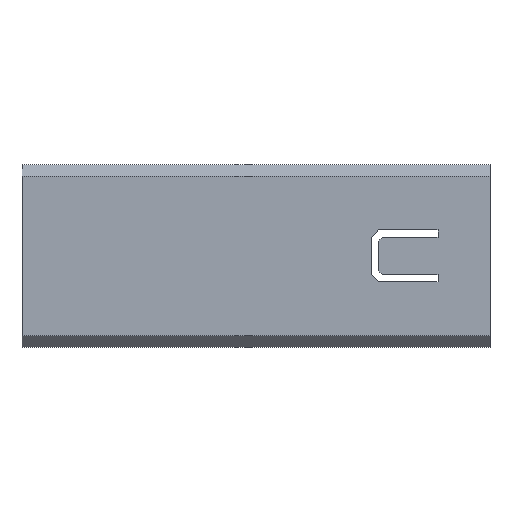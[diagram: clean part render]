
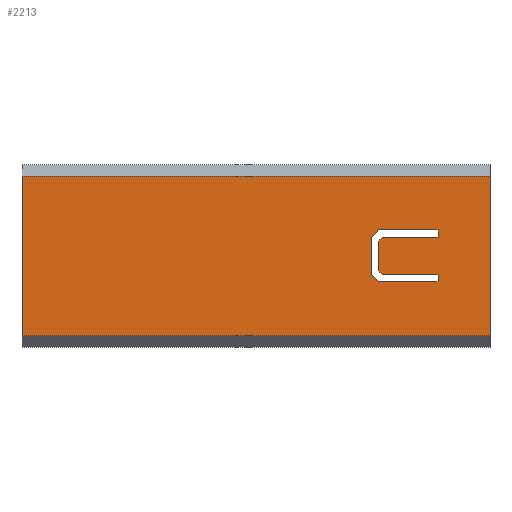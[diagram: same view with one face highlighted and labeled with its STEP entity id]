
A CAD part, top view. The second image highlights one B-rep face of the part: STEP entity #2213.
In plain terms, the highlighted planar face has unit normal (0, 0, 1).
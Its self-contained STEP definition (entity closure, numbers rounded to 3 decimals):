
#24=FACE_BOUND('',#219,.T.);
#99=FACE_OUTER_BOUND('',#218,.T.);
#218=EDGE_LOOP('',(#1737,#1738,#1739,#1740));
#219=EDGE_LOOP('',(#1741,#1742,#1743,#1744,#1745,#1746,#1747,#1748,#1749,
#1750,#1751,#1752));
#345=LINE('',#3128,#645);
#475=LINE('',#3392,#775);
#477=LINE('',#3396,#777);
#478=LINE('',#3397,#778);
#479=LINE('',#3400,#779);
#480=LINE('',#3402,#780);
#481=LINE('',#3404,#781);
#482=LINE('',#3406,#782);
#483=LINE('',#3408,#783);
#484=LINE('',#3410,#784);
#485=LINE('',#3412,#785);
#486=LINE('',#3414,#786);
#487=LINE('',#3416,#787);
#488=LINE('',#3418,#788);
#489=LINE('',#3420,#789);
#490=LINE('',#3421,#790);
#645=VECTOR('',#2525,10.);
#775=VECTOR('',#2733,10.);
#777=VECTOR('',#2737,10.);
#778=VECTOR('',#2738,10.);
#779=VECTOR('',#2739,10.);
#780=VECTOR('',#2740,10.);
#781=VECTOR('',#2741,10.);
#782=VECTOR('',#2742,10.);
#783=VECTOR('',#2743,10.);
#784=VECTOR('',#2744,10.);
#785=VECTOR('',#2745,10.);
#786=VECTOR('',#2746,10.);
#787=VECTOR('',#2747,10.);
#788=VECTOR('',#2748,10.);
#789=VECTOR('',#2749,10.);
#790=VECTOR('',#2750,10.);
#928=VERTEX_POINT('',#3125);
#929=VERTEX_POINT('',#3127);
#1024=VERTEX_POINT('',#3390);
#1025=VERTEX_POINT('',#3395);
#1026=VERTEX_POINT('',#3398);
#1027=VERTEX_POINT('',#3399);
#1028=VERTEX_POINT('',#3401);
#1029=VERTEX_POINT('',#3403);
#1030=VERTEX_POINT('',#3405);
#1031=VERTEX_POINT('',#3407);
#1032=VERTEX_POINT('',#3409);
#1033=VERTEX_POINT('',#3411);
#1034=VERTEX_POINT('',#3413);
#1035=VERTEX_POINT('',#3415);
#1036=VERTEX_POINT('',#3417);
#1037=VERTEX_POINT('',#3419);
#1149=EDGE_CURVE('',#928,#929,#345,.T.);
#1283=EDGE_CURVE('',#1024,#928,#475,.T.);
#1285=EDGE_CURVE('',#1025,#1024,#477,.T.);
#1286=EDGE_CURVE('',#929,#1025,#478,.T.);
#1287=EDGE_CURVE('',#1026,#1027,#479,.T.);
#1288=EDGE_CURVE('',#1026,#1028,#480,.T.);
#1289=EDGE_CURVE('',#1029,#1028,#481,.T.);
#1290=EDGE_CURVE('',#1029,#1030,#482,.T.);
#1291=EDGE_CURVE('',#1030,#1031,#483,.T.);
#1292=EDGE_CURVE('',#1031,#1032,#484,.T.);
#1293=EDGE_CURVE('',#1033,#1032,#485,.T.);
#1294=EDGE_CURVE('',#1033,#1034,#486,.T.);
#1295=EDGE_CURVE('',#1035,#1034,#487,.T.);
#1296=EDGE_CURVE('',#1035,#1036,#488,.T.);
#1297=EDGE_CURVE('',#1036,#1037,#489,.T.);
#1298=EDGE_CURVE('',#1037,#1027,#490,.T.);
#1737=ORIENTED_EDGE('',*,*,#1283,.F.);
#1738=ORIENTED_EDGE('',*,*,#1285,.F.);
#1739=ORIENTED_EDGE('',*,*,#1286,.F.);
#1740=ORIENTED_EDGE('',*,*,#1149,.F.);
#1741=ORIENTED_EDGE('',*,*,#1287,.F.);
#1742=ORIENTED_EDGE('',*,*,#1288,.T.);
#1743=ORIENTED_EDGE('',*,*,#1289,.F.);
#1744=ORIENTED_EDGE('',*,*,#1290,.T.);
#1745=ORIENTED_EDGE('',*,*,#1291,.T.);
#1746=ORIENTED_EDGE('',*,*,#1292,.T.);
#1747=ORIENTED_EDGE('',*,*,#1293,.F.);
#1748=ORIENTED_EDGE('',*,*,#1294,.T.);
#1749=ORIENTED_EDGE('',*,*,#1295,.F.);
#1750=ORIENTED_EDGE('',*,*,#1296,.T.);
#1751=ORIENTED_EDGE('',*,*,#1297,.T.);
#1752=ORIENTED_EDGE('',*,*,#1298,.T.);
#2103=PLANE('',#2349);
#2213=ADVANCED_FACE('',(#99,#24),#2103,.T.);
#2349=AXIS2_PLACEMENT_3D('',#3394,#2735,#2736);
#2525=DIRECTION('',(0.,1.,0.));
#2733=DIRECTION('',(-1.,0.,0.));
#2735=DIRECTION('center_axis',(0.,0.,1.));
#2736=DIRECTION('ref_axis',(0.,-1.,0.));
#2737=DIRECTION('',(0.,-1.,0.));
#2738=DIRECTION('',(1.,0.,0.));
#2739=DIRECTION('',(0.707,0.707,0.));
#2740=DIRECTION('',(0.,-1.,0.));
#2741=DIRECTION('',(-0.707,0.707,0.));
#2742=DIRECTION('',(1.,0.,0.));
#2743=DIRECTION('',(0.,-1.,0.));
#2744=DIRECTION('',(-1.,0.,0.));
#2745=DIRECTION('',(0.707,-0.707,0.));
#2746=DIRECTION('',(0.,1.,0.));
#2747=DIRECTION('',(-0.707,-0.707,0.));
#2748=DIRECTION('',(1.,0.,0.));
#2749=DIRECTION('',(0.,-1.,0.));
#2750=DIRECTION('',(-1.,0.,0.));
#3125=CARTESIAN_POINT('',(-39.,-10.75,7.));
#3127=CARTESIAN_POINT('',(-39.,10.75,7.));
#3128=CARTESIAN_POINT('',(-39.,-12.25,7.));
#3390=CARTESIAN_POINT('',(24.,-10.75,7.));
#3392=CARTESIAN_POINT('',(0.,-10.75,7.));
#3394=CARTESIAN_POINT('Origin',(0.,12.25,7.));
#3395=CARTESIAN_POINT('',(24.,10.75,7.));
#3396=CARTESIAN_POINT('',(24.,-12.25,7.));
#3397=CARTESIAN_POINT('',(0.,10.75,7.));
#3398=CARTESIAN_POINT('',(9.,2.,7.));
#3399=CARTESIAN_POINT('',(9.5,2.5,7.));
#3400=CARTESIAN_POINT('',(9.438,2.438,7.));
#3401=CARTESIAN_POINT('',(9.,-2.,7.));
#3402=CARTESIAN_POINT('',(9.,7.375,7.));
#3403=CARTESIAN_POINT('',(9.5,-2.5,7.));
#3404=CARTESIAN_POINT('',(3.313,3.687,7.));
#3405=CARTESIAN_POINT('',(17.,-2.5,7.));
#3406=CARTESIAN_POINT('',(4.5,-2.5,7.));
#3407=CARTESIAN_POINT('',(17.,-3.5,7.));
#3408=CARTESIAN_POINT('',(17.,4.875,7.));
#3409=CARTESIAN_POINT('',(9.,-3.5,7.));
#3410=CARTESIAN_POINT('',(8.5,-3.5,7.));
#3411=CARTESIAN_POINT('',(8.,-2.5,7.));
#3412=CARTESIAN_POINT('',(2.563,2.937,7.));
#3413=CARTESIAN_POINT('',(8.,2.5,7.));
#3414=CARTESIAN_POINT('',(8.,4.375,7.));
#3415=CARTESIAN_POINT('',(9.,3.5,7.));
#3416=CARTESIAN_POINT('',(8.688,3.187,7.));
#3417=CARTESIAN_POINT('',(17.,3.5,7.));
#3418=CARTESIAN_POINT('',(4.,3.5,7.));
#3419=CARTESIAN_POINT('',(17.,2.5,7.));
#3420=CARTESIAN_POINT('',(17.,7.875,7.));
#3421=CARTESIAN_POINT('',(8.5,2.5,7.));
